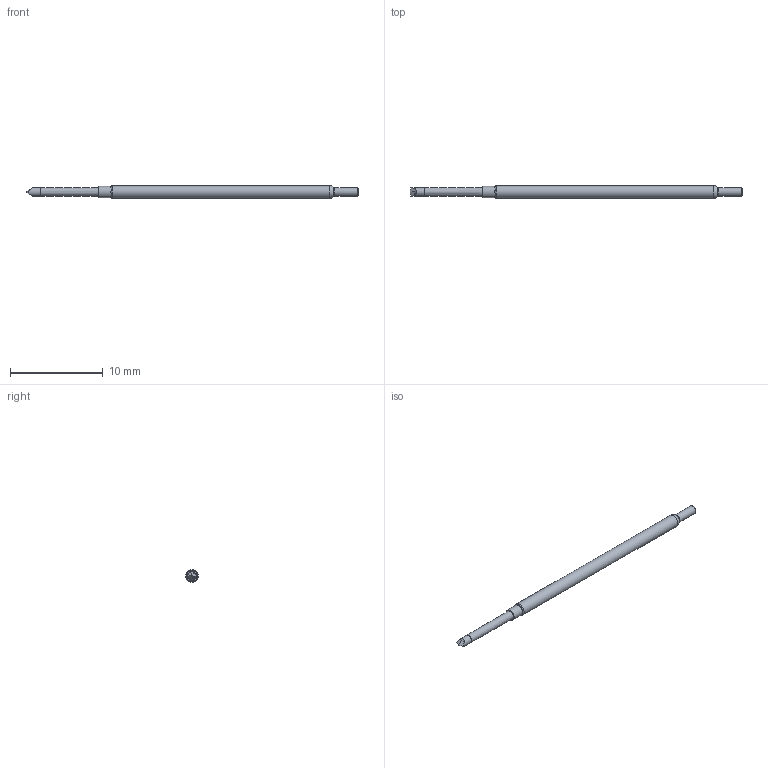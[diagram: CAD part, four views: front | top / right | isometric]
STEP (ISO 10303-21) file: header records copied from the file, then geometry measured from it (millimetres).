
FILE_DESCRIPTION (( 'STEP AP214' ), '1' );
FILE_NAME ('X75-258R.STEP', '2020-04-16T14:10:56', ( '' ), ( '' ), 'SwSTEP 2.0', 'SolidWorks 2019', '' );
FILE_SCHEMA (( 'AUTOMOTIVE_DESIGN' ));
Length unit declared in the file: inch
Products named in the file (1): X75-258R
Bounding box: 35.81 x 1.37 x 1.37 mm (x, y, z)
Volume: 43.5 mm3; surface area: 139.7 mm2
Topology: 1 solids, 1 shells, 22 faces, 50 edges, 31 vertices
Faces by surface type: bspline 8, cylinder 4, torus 4, plane 3, cone 3
Full cylindrical faces by diameter (mm): 0.917 x1, 0.922 x1, 1.232 x1, 1.367 x1
Entity records: 2006 total; most frequent: CARTESIAN_POINT 1311, ORIENTED_EDGE 72, DIRECTION 54, EDGE_CURVE 36, EDGE_LOOP 34, FACE_OUTER_BOUND 30, VERTEX_POINT 28, AXIS2_PLACEMENT_3D 27
